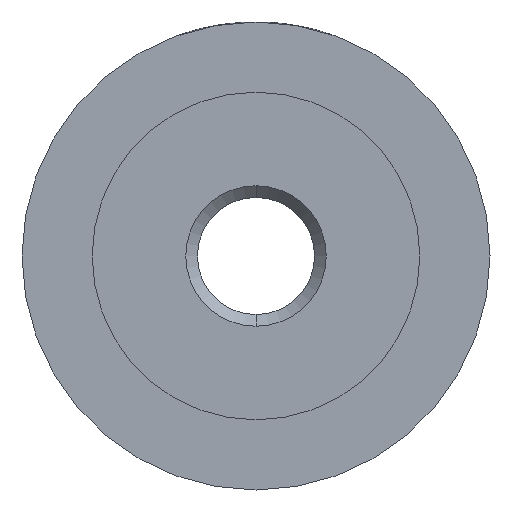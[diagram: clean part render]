
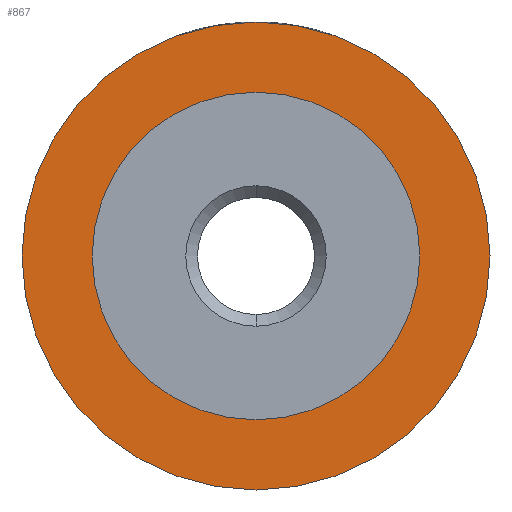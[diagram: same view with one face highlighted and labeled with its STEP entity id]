
A CAD part, front view. The second image highlights one B-rep face of the part: STEP entity #867.
In plain terms, the highlighted planar face has unit normal (0, -1, 0).
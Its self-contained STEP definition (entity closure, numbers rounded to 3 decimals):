
#21 = DIRECTION ( 'NONE',  ( 0., 0., -1. ) ) ;
#23 = PLANE ( 'NONE',  #255 ) ;
#24 = EDGE_CURVE ( 'NONE', #33, #1362, #874, .T. ) ;
#33 = VERTEX_POINT ( 'NONE', #1346 ) ;
#89 = FACE_OUTER_BOUND ( 'NONE', #1225, .T. ) ;
#133 = DIRECTION ( 'NONE',  ( 0., 0., 1. ) ) ;
#229 = ORIENTED_EDGE ( 'NONE', *, *, #24, .F. ) ;
#244 = DIRECTION ( 'NONE',  ( 0., 0., 1. ) ) ;
#255 = AXIS2_PLACEMENT_3D ( 'NONE', #346, #1222, #133 ) ;
#273 = CARTESIAN_POINT ( 'NONE',  ( 0., 0., 0. ) ) ;
#298 = CARTESIAN_POINT ( 'NONE',  ( 0., 0., -3.5 ) ) ;
#316 = AXIS2_PLACEMENT_3D ( 'NONE', #1109, #696, #244 ) ;
#346 = CARTESIAN_POINT ( 'NONE',  ( 0., 0., 0. ) ) ;
#381 = DIRECTION ( 'NONE',  ( 0., 0., 1. ) ) ;
#403 = ORIENTED_EDGE ( 'NONE', *, *, #1106, .F. ) ;
#466 = CARTESIAN_POINT ( 'NONE',  ( 0., 0., 3.5 ) ) ;
#512 = AXIS2_PLACEMENT_3D ( 'NONE', #1221, #776, #21 ) ;
#631 = CARTESIAN_POINT ( 'NONE',  ( 0., 0., 5. ) ) ;
#669 = AXIS2_PLACEMENT_3D ( 'NONE', #273, #1035, #381 ) ;
#696 = DIRECTION ( 'NONE',  ( 0., 1., 0. ) ) ;
#740 = AXIS2_PLACEMENT_3D ( 'NONE', #933, #1030, #1131 ) ;
#768 = EDGE_LOOP ( 'NONE', ( #403, #1012 ) ) ;
#776 = DIRECTION ( 'NONE',  ( 0., -1., 0. ) ) ;
#782 = VERTEX_POINT ( 'NONE', #298 ) ;
#867 = ADVANCED_FACE ( 'NONE', ( #914, #89 ), #23, .F. ) ;
#874 = CIRCLE ( 'NONE', #316, 5. ) ;
#914 = FACE_BOUND ( 'NONE', #768, .T. ) ;
#933 = CARTESIAN_POINT ( 'NONE',  ( 0., 0., 0. ) ) ;
#1012 = ORIENTED_EDGE ( 'NONE', *, *, #1311, .F. ) ;
#1030 = DIRECTION ( 'NONE',  ( 0., -1., 0. ) ) ;
#1035 = DIRECTION ( 'NONE',  ( 0., 1., 0. ) ) ;
#1106 = EDGE_CURVE ( 'NONE', #1113, #782, #1320, .T. ) ;
#1109 = CARTESIAN_POINT ( 'NONE',  ( 0., 0., 0. ) ) ;
#1113 = VERTEX_POINT ( 'NONE', #466 ) ;
#1131 = DIRECTION ( 'NONE',  ( 0., 0., -1. ) ) ;
#1146 = ORIENTED_EDGE ( 'NONE', *, *, #1297, .F. ) ;
#1221 = CARTESIAN_POINT ( 'NONE',  ( 0., 0., 0. ) ) ;
#1222 = DIRECTION ( 'NONE',  ( 0., 1., 0. ) ) ;
#1225 = EDGE_LOOP ( 'NONE', ( #229, #1146 ) ) ;
#1231 = CIRCLE ( 'NONE', #669, 5. ) ;
#1282 = CIRCLE ( 'NONE', #740, 3.5 ) ;
#1297 = EDGE_CURVE ( 'NONE', #1362, #33, #1231, .T. ) ;
#1311 = EDGE_CURVE ( 'NONE', #782, #1113, #1282, .T. ) ;
#1320 = CIRCLE ( 'NONE', #512, 3.5 ) ;
#1346 = CARTESIAN_POINT ( 'NONE',  ( 0., 0., -5. ) ) ;
#1362 = VERTEX_POINT ( 'NONE', #631 ) ;
